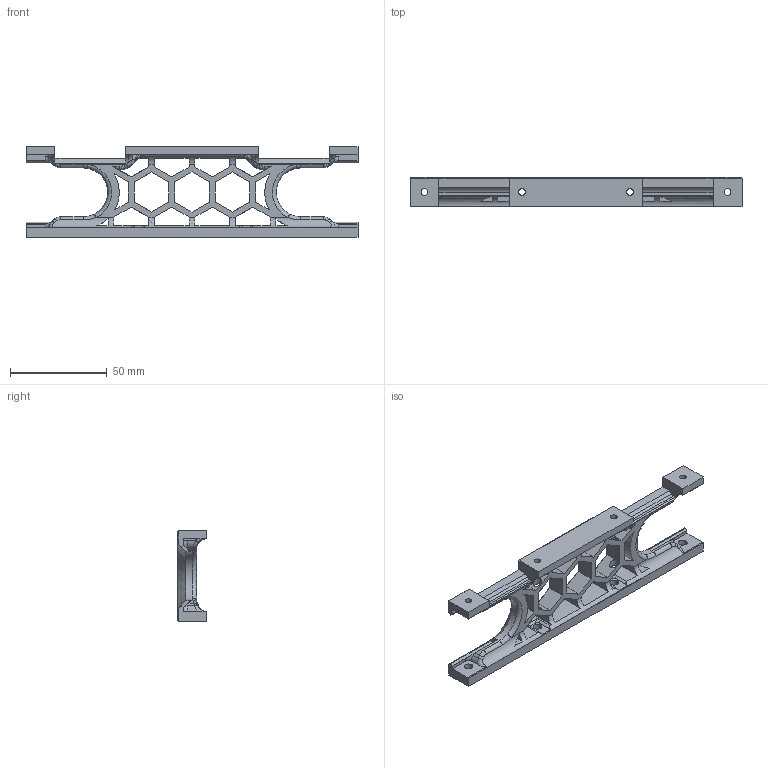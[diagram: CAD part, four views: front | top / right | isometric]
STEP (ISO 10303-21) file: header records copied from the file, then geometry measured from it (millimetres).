
FILE_DESCRIPTION (( 'STEP AP214' ), '1' );
FILE_NAME ('new_front_skirt.STEP', '2021-08-23T18:48:15', ( '' ), ( '' ), 'SwSTEP 2.0', 'SolidWorks 2021', '' );
FILE_SCHEMA (( 'AUTOMOTIVE_DESIGN' ));
Length unit declared in the file: millimetre
Products named in the file (1): new_front_skirt
Bounding box: 171.95 x 15 x 47 mm (x, y, z)
Volume: 37700.2 mm3; surface area: 22247.9 mm2
Topology: 1 solids, 1 shells, 365 faces, 980 edges, 600 vertices
Faces by surface type: plane 233, cylinder 72, bspline 34, torus 16, cone 10
Entity records: 12636 total; most frequent: CARTESIAN_POINT 3822, ORIENTED_EDGE 1944, DIRECTION 1660, EDGE_CURVE 972, VECTOR 656, LINE 656, VERTEX_POINT 600, AXIS2_PLACEMENT_3D 502
